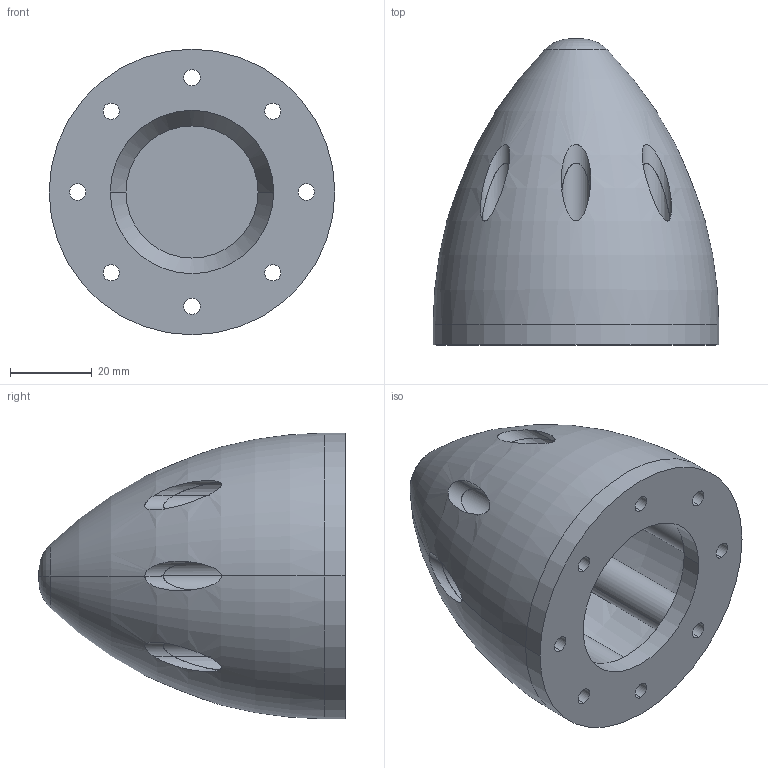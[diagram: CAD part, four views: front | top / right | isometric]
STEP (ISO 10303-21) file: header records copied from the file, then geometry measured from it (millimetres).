
FILE_DESCRIPTION (( 'STEP AP203' ), '1' );
FILE_NAME ('Solidworks_Cone_Nose.STEP', '2025-09-15T21:46:55', ( '' ), ( '' ), 'SwSTEP 2.0', 'SolidWorks 2023', '' );
FILE_SCHEMA (( 'CONFIG_CONTROL_DESIGN' ));
Length unit declared in the file: millimetre
Products named in the file (1): Solidworks_Cone_Nose
Bounding box: 70 x 75 x 70 mm (x, y, z)
Volume: 47553.1 mm3; surface area: 41708.5 mm2
Topology: 1 solids, 1 shells, 101 faces, 244 edges, 157 vertices
Faces by surface type: cylinder 73, torus 16, plane 12
Entity records: 5610 total; most frequent: CARTESIAN_POINT 3141, ORIENTED_EDGE 488, DIRECTION 487, EDGE_CURVE 244, AXIS2_PLACEMENT_3D 211, VERTEX_POINT 157, EDGE_LOOP 145, CIRCLE 109
